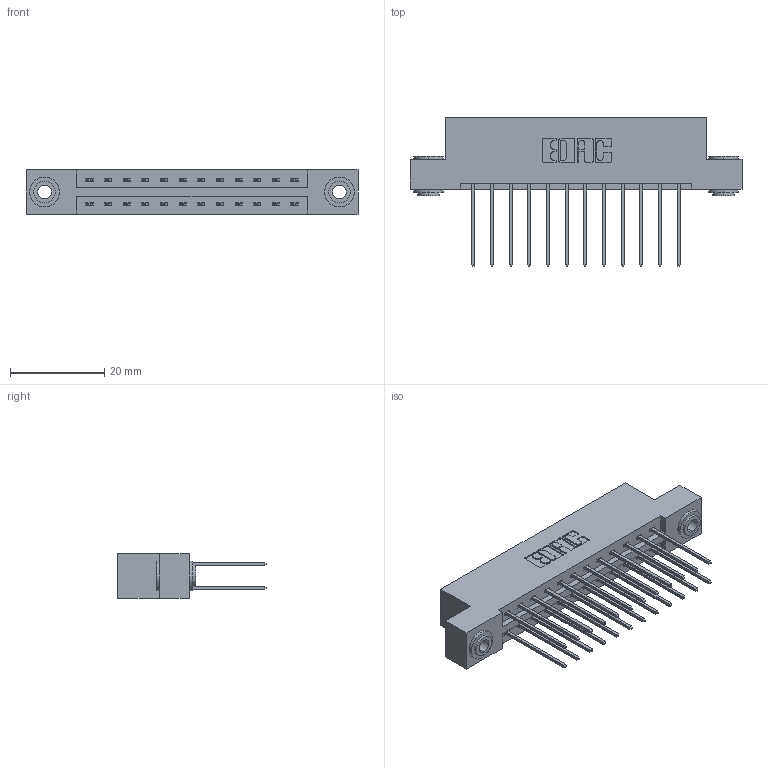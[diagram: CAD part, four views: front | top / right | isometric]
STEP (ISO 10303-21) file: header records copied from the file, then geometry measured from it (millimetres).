
FILE_DESCRIPTION (( 'STEP AP203' ), '1' );
FILE_NAME ('337-024-542-203.STEP', '2019-10-08T15:30:03', ( '' ), ( '' ), 'SwSTEP 2.0', 'SolidWorks 2016', '' );
FILE_SCHEMA (( 'CONFIG_CONTROL_DESIGN' ));
Length unit declared in the file: inch
Products named in the file (4): 345-292-001_345-293-142; 345-250-002_345-250-002-102; 337-024-542-203; 337 Part_Flush Mounting Lugs - 0.156 Dia-TH
Assembly tree (27 placements, depth 2):
  337-024-542-203
    337 Part_Flush Mounting Lugs - 0.156 Dia-TH
    345-292-001_345-293-142  x24
    345-250-002_345-250-002-102  x2
Bounding box: 70.56 x 31.63 x 9.4 mm (x, y, z)
Volume: 7168.2 mm3; surface area: 8594.4 mm2
Topology: 27 solids, 27 shells, 1448 faces, 4251 edges, 2798 vertices
Faces by surface type: plane 992, cylinder 448, cone 8
Entity records: 13852 total; most frequent: CARTESIAN_POINT 2333, ORIENTED_EDGE 2262, DIRECTION 2073, EDGE_CURVE 1131, LINE 979, VECTOR 979, VERTEX_POINT 750, AXIS2_PLACEMENT_3D 547
